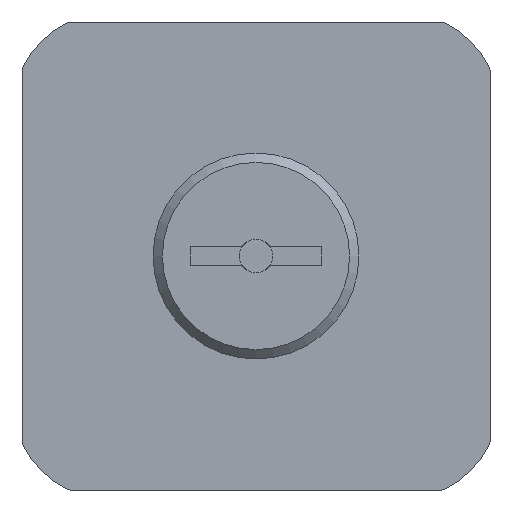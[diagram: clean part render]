
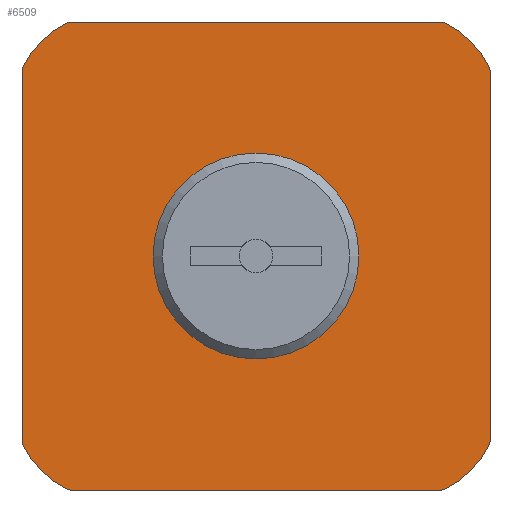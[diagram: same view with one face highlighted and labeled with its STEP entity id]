
A CAD part, front view. The second image highlights one B-rep face of the part: STEP entity #6509.
In plain terms, the highlighted planar face has unit normal (0, -1, 0).
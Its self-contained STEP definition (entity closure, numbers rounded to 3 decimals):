
#203=PLANE('',#7018);
#538=LINE('',#9856,#906);
#539=LINE('',#9864,#907);
#540=LINE('',#9872,#908);
#541=LINE('',#9880,#909);
#906=VECTOR('',#8286,1000.);
#907=VECTOR('',#8293,1000.);
#908=VECTOR('',#8300,1000.);
#909=VECTOR('',#8307,1000.);
#2107=ORIENTED_EDGE('',*,*,#2893,.F.);
#2108=ORIENTED_EDGE('',*,*,#2936,.F.);
#2109=ORIENTED_EDGE('',*,*,#2937,.F.);
#2110=ORIENTED_EDGE('',*,*,#2938,.F.);
#2111=ORIENTED_EDGE('',*,*,#2939,.F.);
#2112=ORIENTED_EDGE('',*,*,#2940,.F.);
#2113=ORIENTED_EDGE('',*,*,#2941,.F.);
#2114=ORIENTED_EDGE('',*,*,#2942,.F.);
#2115=ORIENTED_EDGE('',*,*,#2943,.F.);
#2116=ORIENTED_EDGE('',*,*,#2944,.F.);
#2117=ORIENTED_EDGE('',*,*,#2945,.F.);
#2118=ORIENTED_EDGE('',*,*,#2946,.F.);
#2119=ORIENTED_EDGE('',*,*,#2947,.F.);
#2120=ORIENTED_EDGE('',*,*,#2948,.F.);
#2121=ORIENTED_EDGE('',*,*,#2949,.F.);
#2122=ORIENTED_EDGE('',*,*,#2950,.F.);
#2123=ORIENTED_EDGE('',*,*,#2951,.F.);
#2893=EDGE_CURVE('',#3419,#3419,#3728,.F.);
#2936=EDGE_CURVE('',#3442,#3443,#3733,.T.);
#2937=EDGE_CURVE('',#3444,#3442,#3734,.T.);
#2938=EDGE_CURVE('',#3445,#3444,#3735,.T.);
#2939=EDGE_CURVE('',#3446,#3445,#538,.T.);
#2940=EDGE_CURVE('',#3447,#3446,#3736,.T.);
#2941=EDGE_CURVE('',#3448,#3447,#3737,.T.);
#2942=EDGE_CURVE('',#3449,#3448,#3738,.T.);
#2943=EDGE_CURVE('',#3450,#3449,#539,.T.);
#2944=EDGE_CURVE('',#3451,#3450,#3739,.T.);
#2945=EDGE_CURVE('',#3452,#3451,#3740,.T.);
#2946=EDGE_CURVE('',#3453,#3452,#3741,.T.);
#2947=EDGE_CURVE('',#3454,#3453,#540,.T.);
#2948=EDGE_CURVE('',#3455,#3454,#3742,.T.);
#2949=EDGE_CURVE('',#3456,#3455,#3743,.T.);
#2950=EDGE_CURVE('',#3457,#3456,#3744,.T.);
#2951=EDGE_CURVE('',#3443,#3457,#541,.T.);
#3419=VERTEX_POINT('',#9761);
#3442=VERTEX_POINT('',#9850);
#3443=VERTEX_POINT('',#9851);
#3444=VERTEX_POINT('',#9853);
#3445=VERTEX_POINT('',#9855);
#3446=VERTEX_POINT('',#9857);
#3447=VERTEX_POINT('',#9859);
#3448=VERTEX_POINT('',#9861);
#3449=VERTEX_POINT('',#9863);
#3450=VERTEX_POINT('',#9865);
#3451=VERTEX_POINT('',#9867);
#3452=VERTEX_POINT('',#9869);
#3453=VERTEX_POINT('',#9871);
#3454=VERTEX_POINT('',#9873);
#3455=VERTEX_POINT('',#9875);
#3456=VERTEX_POINT('',#9877);
#3457=VERTEX_POINT('',#9879);
#3728=CIRCLE('',#6991,11.);
#3733=CIRCLE('',#7019,0.6);
#3734=CIRCLE('',#7020,10.5);
#3735=CIRCLE('',#7021,0.6);
#3736=CIRCLE('',#7022,0.6);
#3737=CIRCLE('',#7023,10.5);
#3738=CIRCLE('',#7024,0.6);
#3739=CIRCLE('',#7025,0.6);
#3740=CIRCLE('',#7026,10.5);
#3741=CIRCLE('',#7027,0.6);
#3742=CIRCLE('',#7028,0.6);
#3743=CIRCLE('',#7029,10.5);
#3744=CIRCLE('',#7030,0.6);
#4074=EDGE_LOOP('',(#2107));
#4075=EDGE_LOOP('',(#2108,#2109,#2110,#2111,#2112,#2113,#2114,#2115,#2116,
#2117,#2118,#2119,#2120,#2121,#2122,#2123));
#4488=FACE_BOUND('',#4074,.T.);
#4489=FACE_BOUND('',#4075,.T.);
#6509=ADVANCED_FACE('',(#4488,#4489),#203,.F.);
#6991=AXIS2_PLACEMENT_3D('',#9760,#8186,#8187);
#7018=AXIS2_PLACEMENT_3D('',#9848,#8278,#8279);
#7019=AXIS2_PLACEMENT_3D('',#9849,#8280,#8281);
#7020=AXIS2_PLACEMENT_3D('',#9852,#8282,#8283);
#7021=AXIS2_PLACEMENT_3D('',#9854,#8284,#8285);
#7022=AXIS2_PLACEMENT_3D('',#9858,#8287,#8288);
#7023=AXIS2_PLACEMENT_3D('',#9860,#8289,#8290);
#7024=AXIS2_PLACEMENT_3D('',#9862,#8291,#8292);
#7025=AXIS2_PLACEMENT_3D('',#9866,#8294,#8295);
#7026=AXIS2_PLACEMENT_3D('',#9868,#8296,#8297);
#7027=AXIS2_PLACEMENT_3D('',#9870,#8298,#8299);
#7028=AXIS2_PLACEMENT_3D('',#9874,#8301,#8302);
#7029=AXIS2_PLACEMENT_3D('',#9876,#8303,#8304);
#7030=AXIS2_PLACEMENT_3D('',#9878,#8305,#8306);
#8186=DIRECTION('',(0.,1.,0.));
#8187=DIRECTION('',(0.,0.,1.));
#8278=DIRECTION('',(0.,1.,0.));
#8279=DIRECTION('',(0.,0.,1.));
#8280=DIRECTION('',(0.,1.,0.));
#8281=DIRECTION('',(1.,0.,0.));
#8282=DIRECTION('',(0.,1.,0.));
#8283=DIRECTION('',(1.,0.,0.));
#8284=DIRECTION('',(0.,1.,0.));
#8285=DIRECTION('',(1.,0.,0.));
#8286=DIRECTION('',(-1.,0.,0.));
#8287=DIRECTION('',(0.,1.,0.));
#8288=DIRECTION('',(1.,0.,0.));
#8289=DIRECTION('',(0.,1.,0.));
#8290=DIRECTION('',(1.,0.,0.));
#8291=DIRECTION('',(0.,1.,0.));
#8292=DIRECTION('',(1.,0.,0.));
#8293=DIRECTION('',(0.,0.,-1.));
#8294=DIRECTION('',(0.,1.,0.));
#8295=DIRECTION('',(1.,0.,0.));
#8296=DIRECTION('',(0.,1.,0.));
#8297=DIRECTION('',(1.,0.,0.));
#8298=DIRECTION('',(0.,1.,0.));
#8299=DIRECTION('',(1.,0.,0.));
#8300=DIRECTION('',(1.,0.,0.));
#8301=DIRECTION('',(0.,1.,0.));
#8302=DIRECTION('',(1.,0.,0.));
#8303=DIRECTION('',(0.,1.,0.));
#8304=DIRECTION('',(1.,0.,0.));
#8305=DIRECTION('',(0.,1.,0.));
#8306=DIRECTION('',(1.,0.,0.));
#8307=DIRECTION('',(0.,0.,1.));
#9760=CARTESIAN_POINT('',(0.,0.,0.));
#9761=CARTESIAN_POINT('',(0.,0.,11.));
#9848=CARTESIAN_POINT('',(-24.4,0.,-19.836));
#9849=CARTESIAN_POINT('',(-24.4,0.,-19.836));
#9850=CARTESIAN_POINT('',(-24.939,0.,-20.099));
#9851=CARTESIAN_POINT('',(-25.,0.,-19.836));
#9852=CARTESIAN_POINT('',(-15.5,0.,-15.5));
#9853=CARTESIAN_POINT('',(-20.099,0.,-24.939));
#9854=CARTESIAN_POINT('',(-19.836,0.,-24.4));
#9855=CARTESIAN_POINT('',(-19.836,0.,-25.));
#9856=CARTESIAN_POINT('',(19.836,0.,-25.));
#9857=CARTESIAN_POINT('',(19.836,0.,-25.));
#9858=CARTESIAN_POINT('',(19.836,0.,-24.4));
#9859=CARTESIAN_POINT('',(20.099,0.,-24.939));
#9860=CARTESIAN_POINT('',(15.5,0.,-15.5));
#9861=CARTESIAN_POINT('',(24.939,0.,-20.099));
#9862=CARTESIAN_POINT('',(24.4,0.,-19.836));
#9863=CARTESIAN_POINT('',(25.,0.,-19.836));
#9864=CARTESIAN_POINT('',(25.,0.,19.836));
#9865=CARTESIAN_POINT('',(25.,0.,19.836));
#9866=CARTESIAN_POINT('',(24.4,0.,19.836));
#9867=CARTESIAN_POINT('',(24.939,0.,20.099));
#9868=CARTESIAN_POINT('',(15.5,0.,15.5));
#9869=CARTESIAN_POINT('',(20.099,0.,24.939));
#9870=CARTESIAN_POINT('',(19.836,0.,24.4));
#9871=CARTESIAN_POINT('',(19.836,0.,25.));
#9872=CARTESIAN_POINT('',(-19.836,0.,25.));
#9873=CARTESIAN_POINT('',(-19.836,0.,25.));
#9874=CARTESIAN_POINT('',(-19.836,0.,24.4));
#9875=CARTESIAN_POINT('',(-20.099,0.,24.939));
#9876=CARTESIAN_POINT('',(-15.5,0.,15.5));
#9877=CARTESIAN_POINT('',(-24.939,0.,20.099));
#9878=CARTESIAN_POINT('',(-24.4,0.,19.836));
#9879=CARTESIAN_POINT('',(-25.,0.,19.836));
#9880=CARTESIAN_POINT('',(-25.,0.,-19.836));
